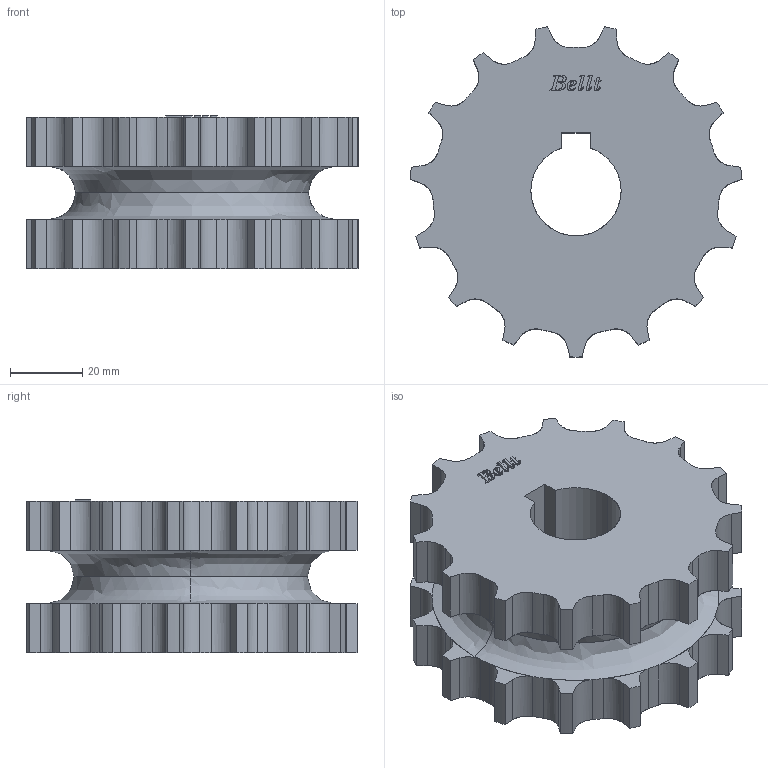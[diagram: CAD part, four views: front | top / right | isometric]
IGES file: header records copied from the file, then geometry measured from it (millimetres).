
Start section: SolidWorks IGES file using analytic representation for surfaces
Global section: file name:Bellt - 002984 - Roda 820 PA6 Interna Usinada Z15.IGS; native system: SolidWorks 2024; preprocessor: SolidWorks 2024; author: User; date: 250924.142652; units: millimetre
Bounding box: 91.99 x 91.51 x 42.5 mm (x, y, z)
Surface area: 30045.2 mm2 (no closed solid volume)
Topology: 0 solids, 0 shells, 321 faces, 3511 edges, 3511 vertices
Faces by surface type: bspline 198, revolution 123
